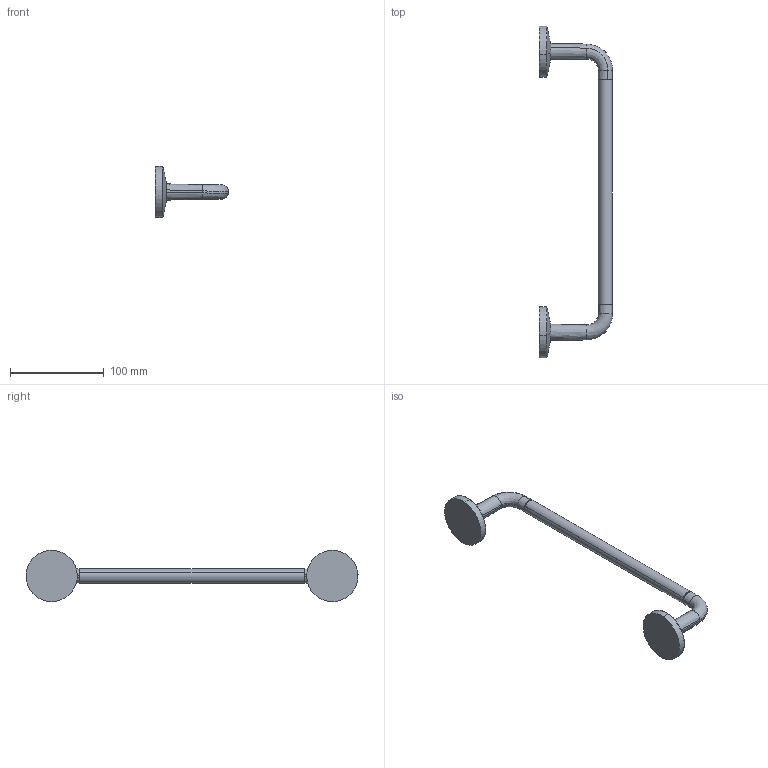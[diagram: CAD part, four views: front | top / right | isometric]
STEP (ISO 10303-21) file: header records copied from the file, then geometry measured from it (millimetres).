
FILE_DESCRIPTION(('CAx-IF Rec.Pracs.---Model Styling and Organization---1.2---2011-12-15','CAx-IF Rec.Pracs.---Geometric and Assembly Validation Properties---4.1---2014-06-16','CAx-IF Rec.Pracs.---PMI Polyline Presentation---2.0---2013-05-24'),'2;1');
FILE_NAME('1000133802_PPR_000.stp','2021-01-12T09:02:16+01:00',(''),(''),'STEP Interface 4.3 by CT CoreTechnologie','3D_Evolution4.3 by CT CoreTechnologie','');
FILE_SCHEMA(('AP203_CONFIGURATION_CONTROLLED_3D_DESIGN_OF_MECHANICAL_PARTS_AND_ASSEMBLIES_MIM_LF'));
Length unit declared in the file: millimetre
Products named in the file (4): P_2 AX Universal Circular Haltestange 1000133802_PPR_000_A1; P_2 Wandhalter Handtuchhalter AX BO 1000148505_PPA_000_A1; P_2 Rosette Handtuchhalter AX BO 1000148504_PPA_000_A1; Rohr D15 B&O 240mm 1000138987_PPA_000_A1
Assembly tree (5 placements, depth 2):
  P_2 AX Universal Circular Haltestange 1000133802_PPR_000_A1
    P_2 Wandhalter Handtuchhalter AX BO 1000148505_PPA_000_A1  x2
    P_2 Rosette Handtuchhalter AX BO 1000148504_PPA_000_A1  x2
    Rohr D15 B&O 240mm 1000138987_PPA_000_A1
Bounding box: 78.01 x 354.7 x 54.7 mm (x, y, z)
Volume: 86730 mm3; surface area: 43356.5 mm2
Topology: 7 solids, 7 shells, 98 faces, 216 edges, 126 vertices
Faces by surface type: bspline 70, cylinder 16, plane 12
Entity records: 4869 total; most frequent: CARTESIAN_POINT 2573, DIRECTION 242, ORIENTED_EDGE 234, EDGE_CURVE 117, AXIS2_PLACEMENT_3D 107, REPRESENTATION 85, PROPERTY_DEFINITION 85, GENERAL_PROPERTY 85
